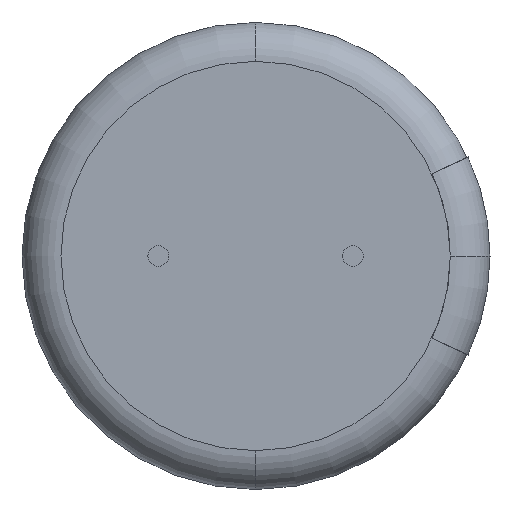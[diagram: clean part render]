
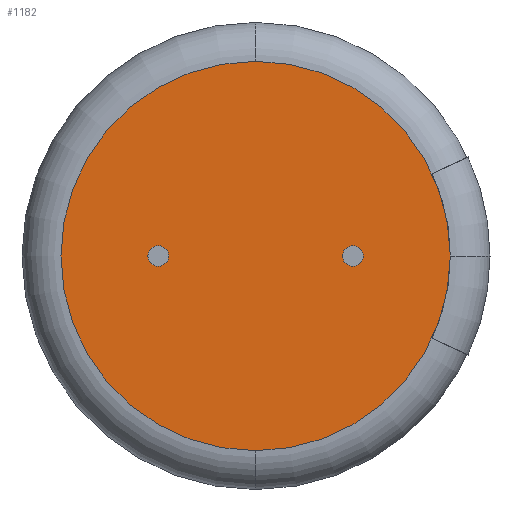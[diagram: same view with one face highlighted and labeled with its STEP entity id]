
A CAD part, front view. The second image highlights one B-rep face of the part: STEP entity #1182.
In plain terms, the highlighted planar face has unit normal (0, -1, 0).
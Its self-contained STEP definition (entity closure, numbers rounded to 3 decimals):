
#10 = ORIENTED_EDGE ( 'NONE', *, *, #135, .T. ) ;
#41 = DIRECTION ( 'NONE',  ( 0., -1., 0. ) ) ;
#54 = DIRECTION ( 'NONE',  ( 0., 0., -1. ) ) ;
#74 = CARTESIAN_POINT ( 'NONE',  ( 3.75, 0., 0.4 ) ) ;
#88 = EDGE_CURVE ( 'NONE', #1412, #1005, #1713, .T. ) ;
#135 = EDGE_CURVE ( 'NONE', #1005, #1412, #870, .T. ) ;
#187 = EDGE_LOOP ( 'NONE', ( #861, #10 ) ) ;
#202 = AXIS2_PLACEMENT_3D ( 'NONE', #2218, #1128, #54 ) ;
#354 = CARTESIAN_POINT ( 'NONE',  ( 0., 0., 0. ) ) ;
#364 = AXIS2_PLACEMENT_3D ( 'NONE', #1687, #1677, #1664 ) ;
#408 = AXIS2_PLACEMENT_3D ( 'NONE', #661, #2036, #848 ) ;
#416 = CARTESIAN_POINT ( 'NONE',  ( -3.75, 0., -0.4 ) ) ;
#458 = AXIS2_PLACEMENT_3D ( 'NONE', #354, #487, #1030 ) ;
#487 = DIRECTION ( 'NONE',  ( 0., -1., 0. ) ) ;
#661 = CARTESIAN_POINT ( 'NONE',  ( 0., 0., 0. ) ) ;
#703 = EDGE_CURVE ( 'NONE', #872, #1424, #2151, .T. ) ;
#848 = DIRECTION ( 'NONE',  ( 0., 0., -1. ) ) ;
#851 = ORIENTED_EDGE ( 'NONE', *, *, #2241, .F. ) ;
#861 = ORIENTED_EDGE ( 'NONE', *, *, #88, .T. ) ;
#870 = CIRCLE ( 'NONE', #408, 7.5 ) ;
#872 = VERTEX_POINT ( 'NONE', #1333 ) ;
#884 = CIRCLE ( 'NONE', #202, 0.4 ) ;
#940 = DIRECTION ( 'NONE',  ( 0., 0., -1. ) ) ;
#1005 = VERTEX_POINT ( 'NONE', #1279 ) ;
#1030 = DIRECTION ( 'NONE',  ( 0., 0., -1. ) ) ;
#1068 = DIRECTION ( 'NONE',  ( 0., -1., 0. ) ) ;
#1075 = CARTESIAN_POINT ( 'NONE',  ( 0., 0., 0. ) ) ;
#1115 = CARTESIAN_POINT ( 'NONE',  ( 3.75, 0., 0. ) ) ;
#1128 = DIRECTION ( 'NONE',  ( 0., -1., 0. ) ) ;
#1157 = CIRCLE ( 'NONE', #364, 0.4 ) ;
#1181 = EDGE_LOOP ( 'NONE', ( #851, #1668 ) ) ;
#1182 = ADVANCED_FACE ( 'NONE', ( #1485, #1548, #1573 ), #1293, .T. ) ;
#1279 = CARTESIAN_POINT ( 'NONE',  ( 0., 0., 7.5 ) ) ;
#1293 = PLANE ( 'NONE',  #1878 ) ;
#1320 = DIRECTION ( 'NONE',  ( 0., 0., -1. ) ) ;
#1329 = EDGE_CURVE ( 'NONE', #1372, #1506, #1157, .T. ) ;
#1333 = CARTESIAN_POINT ( 'NONE',  ( 3.75, 0., -0.4 ) ) ;
#1372 = VERTEX_POINT ( 'NONE', #416 ) ;
#1412 = VERTEX_POINT ( 'NONE', #2087 ) ;
#1424 = VERTEX_POINT ( 'NONE', #74 ) ;
#1485 = FACE_OUTER_BOUND ( 'NONE', #187, .T. ) ;
#1506 = VERTEX_POINT ( 'NONE', #1508 ) ;
#1508 = CARTESIAN_POINT ( 'NONE',  ( -3.75, 0., 0.4 ) ) ;
#1548 = FACE_BOUND ( 'NONE', #1181, .T. ) ;
#1563 = ORIENTED_EDGE ( 'NONE', *, *, #2195, .F. ) ;
#1568 = ORIENTED_EDGE ( 'NONE', *, *, #703, .F. ) ;
#1573 = FACE_BOUND ( 'NONE', #2316, .T. ) ;
#1664 = DIRECTION ( 'NONE',  ( 0., 0., -1. ) ) ;
#1668 = ORIENTED_EDGE ( 'NONE', *, *, #1329, .F. ) ;
#1677 = DIRECTION ( 'NONE',  ( 0., -1., 0. ) ) ;
#1687 = CARTESIAN_POINT ( 'NONE',  ( -3.75, 0., 0. ) ) ;
#1706 = CIRCLE ( 'NONE', #2308, 0.4 ) ;
#1713 = CIRCLE ( 'NONE', #458, 7.5 ) ;
#1878 = AXIS2_PLACEMENT_3D ( 'NONE', #1075, #1068, #940 ) ;
#2036 = DIRECTION ( 'NONE',  ( 0., -1., 0. ) ) ;
#2071 = AXIS2_PLACEMENT_3D ( 'NONE', #2092, #2086, #2078 ) ;
#2078 = DIRECTION ( 'NONE',  ( 0., 0., -1. ) ) ;
#2086 = DIRECTION ( 'NONE',  ( 0., -1., 0. ) ) ;
#2087 = CARTESIAN_POINT ( 'NONE',  ( 0., 0., -7.5 ) ) ;
#2092 = CARTESIAN_POINT ( 'NONE',  ( 3.75, 0., 0. ) ) ;
#2151 = CIRCLE ( 'NONE', #2071, 0.4 ) ;
#2195 = EDGE_CURVE ( 'NONE', #1424, #872, #1706, .T. ) ;
#2218 = CARTESIAN_POINT ( 'NONE',  ( -3.75, 0., 0. ) ) ;
#2241 = EDGE_CURVE ( 'NONE', #1506, #1372, #884, .T. ) ;
#2308 = AXIS2_PLACEMENT_3D ( 'NONE', #1115, #41, #1320 ) ;
#2316 = EDGE_LOOP ( 'NONE', ( #1563, #1568 ) ) ;
